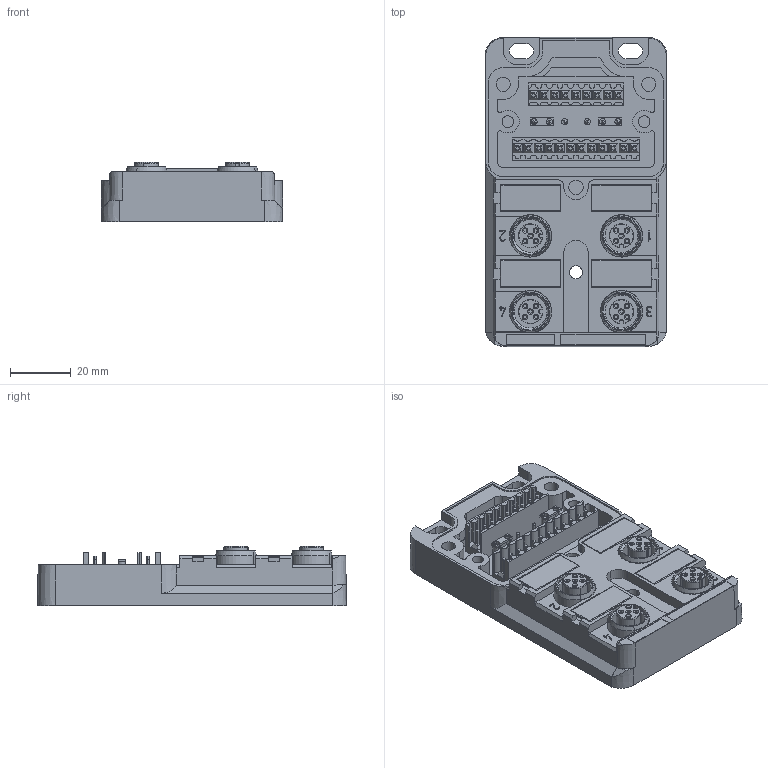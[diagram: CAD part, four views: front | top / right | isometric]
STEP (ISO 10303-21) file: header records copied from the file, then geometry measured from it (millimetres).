
FILE_DESCRIPTION(('CATIA V5 STEP Exchange','CAx-IF Rec.Pracs.--- Model Styling and Organization---1.5--- 2016-08-15','CAx-IF Rec.Pracs.---Supplemental Geometry---1.0---2011-11-01','CAx-IF Rec.Pracs.--- Composite Materials ---1.1---2010-07-15'),'2;1');
FILE_NAME ('022136-2_0', '2024-08-29T08:55:06+00:00', ('none'), ('Weidmueller'), 'CATIA Version 5-6 Release 2022 SP4 HF5', 'CATIA V5 STEP AP214 v3', 'none');
FILE_SCHEMA(('AUTOMOTIVE_DESIGN { 1 0 10303 214 1 1 1 1 }'));
Length unit declared in the file: millimetre
Products named in the file (1): 1800001000_LD
Bounding box: 60 x 102 x 19.5 mm (x, y, z)
Volume: 74574 mm3; surface area: 41015.5 mm2
Topology: 24 solids, 24 shells, 1823 faces, 4643 edges, 2970 vertices
Faces by surface type: plane 955, cylinder 568, cone 248, torus 40, sphere 12
Entity records: 51151 total; most frequent: CARTESIAN_POINT 10154, ORIENTED_EDGE 9262, DIRECTION 6771, EDGE_CURVE 4631, VERTEX_POINT 2970, AXIS2_PLACEMENT_3D 2823, VECTOR 2675, LINE 2675
